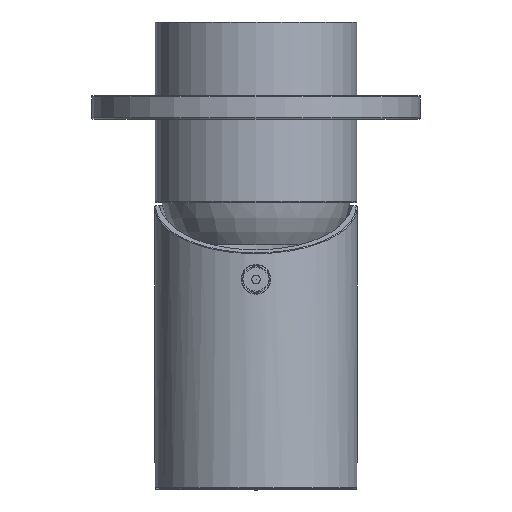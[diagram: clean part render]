
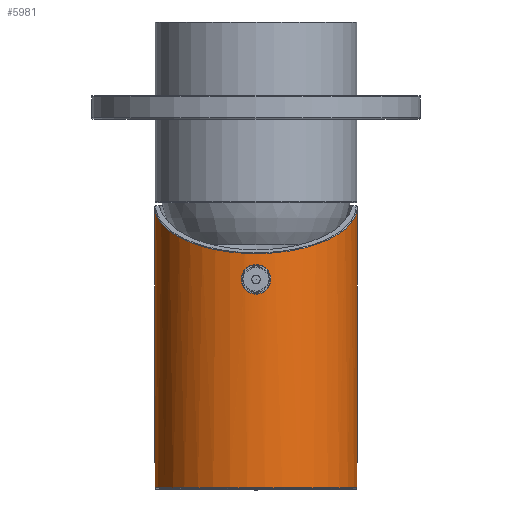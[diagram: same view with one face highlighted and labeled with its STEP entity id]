
A CAD part, left-side view. The second image highlights one B-rep face of the part: STEP entity #5981.
In plain terms, the highlighted cylindrical face has radius 21.5 mm (diameter 43 mm), a partial arc.
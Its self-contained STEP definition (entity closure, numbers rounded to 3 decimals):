
#35=ELLIPSE('',#6473,23.683,21.5);
#296=CYLINDRICAL_SURFACE('',#6471,21.5);
#423=LINE('',#17009,#679);
#424=LINE('',#17018,#680);
#679=VECTOR('',#7416,1000.);
#680=VECTOR('',#7423,1000.);
#912=B_SPLINE_CURVE_WITH_KNOTS('',3,(#17021,#17022,#17023,#17024,#17025,
#17026,#17027,#17028,#17029,#17030,#17031),.UNSPECIFIED.,.T.,.F.,(1,1,1,
1,1,1,1,1,1,1,1,1,1,1,1),(-0.006,-0.004,-0.002,
0.,0.002,0.004,0.006,
0.008,0.01,0.012,0.014,
0.016,0.018,0.02,0.022),
 .UNSPECIFIED.);
#1642=ORIENTED_EDGE('',*,*,#2587,.T.);
#1643=ORIENTED_EDGE('',*,*,#2588,.T.);
#1644=ORIENTED_EDGE('',*,*,#2589,.T.);
#1645=ORIENTED_EDGE('',*,*,#2590,.T.);
#1646=ORIENTED_EDGE('',*,*,#2591,.T.);
#1647=ORIENTED_EDGE('',*,*,#2592,.T.);
#1648=ORIENTED_EDGE('',*,*,#2593,.T.);
#2587=EDGE_CURVE('',#3112,#3113,#423,.T.);
#2588=EDGE_CURVE('',#3113,#3114,#3406,.T.);
#2589=EDGE_CURVE('',#3114,#3115,#35,.F.);
#2590=EDGE_CURVE('',#3115,#3116,#3407,.T.);
#2591=EDGE_CURVE('',#3116,#3117,#424,.F.);
#2592=EDGE_CURVE('',#3117,#3112,#3408,.F.);
#2593=EDGE_CURVE('',#3118,#3118,#912,.T.);
#3112=VERTEX_POINT('',#17010);
#3113=VERTEX_POINT('',#17011);
#3114=VERTEX_POINT('',#17013);
#3115=VERTEX_POINT('',#17015);
#3116=VERTEX_POINT('',#17017);
#3117=VERTEX_POINT('',#17019);
#3118=VERTEX_POINT('',#17032);
#3406=CIRCLE('',#6472,21.5);
#3407=CIRCLE('',#6474,21.5);
#3408=CIRCLE('',#6475,21.5);
#3678=EDGE_LOOP('',(#1642,#1643,#1644,#1645,#1646,#1647));
#3679=EDGE_LOOP('',(#1648));
#4058=FACE_BOUND('',#3678,.T.);
#4059=FACE_BOUND('',#3679,.T.);
#5981=ADVANCED_FACE('',(#4058,#4059),#296,.T.);
#6471=AXIS2_PLACEMENT_3D('',#17008,#7414,#7415);
#6472=AXIS2_PLACEMENT_3D('',#17012,#7417,#7418);
#6473=AXIS2_PLACEMENT_3D('',#17014,#7419,#7420);
#6474=AXIS2_PLACEMENT_3D('',#17016,#7421,#7422);
#6475=AXIS2_PLACEMENT_3D('',#17020,#7424,#7425);
#7414=DIRECTION('',(0.,0.,1.));
#7415=DIRECTION('',(1.,0.,0.));
#7416=DIRECTION('',(0.,0.,1.));
#7417=DIRECTION('',(0.,0.,-1.));
#7418=DIRECTION('',(-1.,0.,0.));
#7419=DIRECTION('',(0.,-0.419,0.908));
#7420=DIRECTION('',(0.,0.908,0.419));
#7421=DIRECTION('',(0.,0.,-1.));
#7422=DIRECTION('',(-1.,0.,0.));
#7423=DIRECTION('',(0.,0.,1.));
#7424=DIRECTION('',(0.,0.,-1.));
#7425=DIRECTION('',(-1.,0.,0.));
#17008=CARTESIAN_POINT('',(0.,0.,-60.));
#17009=CARTESIAN_POINT('',(5.668,20.739,-60.));
#17010=CARTESIAN_POINT('',(5.668,20.739,-59.8));
#17011=CARTESIAN_POINT('',(5.668,20.739,-0.2));
#17012=CARTESIAN_POINT('',(0.,0.,-0.2));
#17013=CARTESIAN_POINT('',(21.5,0.045,-0.2));
#17014=CARTESIAN_POINT('',(0.,0.,-0.221));
#17015=CARTESIAN_POINT('',(-21.5,0.045,-0.2));
#17016=CARTESIAN_POINT('',(0.,0.,-0.2));
#17017=CARTESIAN_POINT('',(-5.668,20.739,-0.2));
#17018=CARTESIAN_POINT('',(-5.668,20.739,-60.));
#17019=CARTESIAN_POINT('',(-5.668,20.739,-59.8));
#17020=CARTESIAN_POINT('',(0.,0.,-59.8));
#17021=CARTESIAN_POINT('',(1.961,-21.427,-17.557));
#17022=CARTESIAN_POINT('',(0.,-21.536,-18.371));
#17023=CARTESIAN_POINT('',(-1.959,-21.427,-17.558));
#17024=CARTESIAN_POINT('',(-2.77,-21.318,-15.602));
#17025=CARTESIAN_POINT('',(-1.96,-21.427,-13.641));
#17026=CARTESIAN_POINT('',(-0.001,-21.536,-12.83));
#17027=CARTESIAN_POINT('',(1.957,-21.428,-13.639));
#17028=CARTESIAN_POINT('',(2.771,-21.318,-15.597));
#17029=CARTESIAN_POINT('',(1.961,-21.427,-17.557));
#17030=CARTESIAN_POINT('',(0.,-21.536,-18.371));
#17031=CARTESIAN_POINT('',(-1.959,-21.427,-17.558));
#17032=CARTESIAN_POINT('',(0.,-21.5,-18.1));
